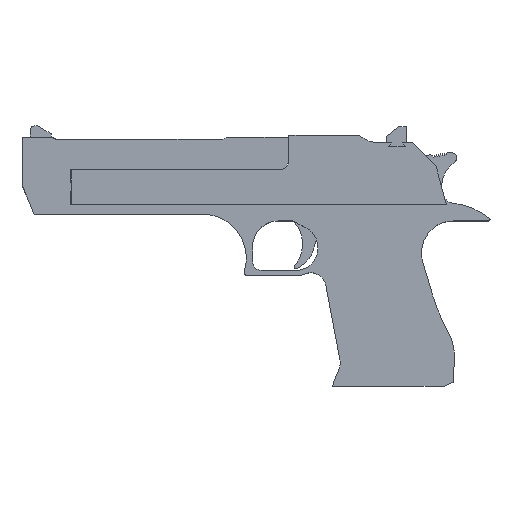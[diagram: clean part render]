
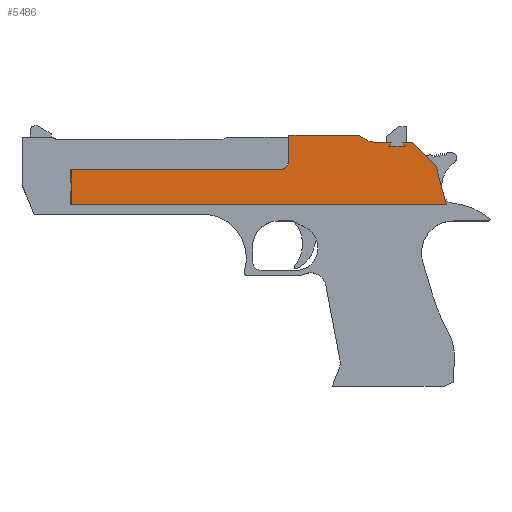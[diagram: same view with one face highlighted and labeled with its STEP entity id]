
A CAD part, top view. The second image highlights one B-rep face of the part: STEP entity #5486.
In plain terms, the highlighted face is planar.
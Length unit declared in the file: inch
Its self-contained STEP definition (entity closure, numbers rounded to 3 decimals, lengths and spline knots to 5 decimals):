
#360=CIRCLE('',#6058,0.16619);
#362=CIRCLE('',#6063,0.05452);
#631=FACE_OUTER_BOUND('',#908,.T.);
#908=EDGE_LOOP('',(#4980,#4981,#4982,#4983,#4984,#4985,#4986,#4987,#4988,
#4989,#4990,#4991,#4992,#4993));
#1494=LINE('',#9110,#2121);
#1498=LINE('',#9117,#2125);
#1501=LINE('',#9123,#2128);
#1504=LINE('',#9129,#2131);
#1507=LINE('',#9135,#2134);
#1511=LINE('',#9147,#2138);
#1514=LINE('',#9153,#2141);
#1518=LINE('',#9165,#2145);
#1521=LINE('',#9171,#2148);
#1524=LINE('',#9177,#2151);
#1527=LINE('',#9183,#2154);
#1529=LINE('',#9186,#2156);
#2121=VECTOR('',#7493,0.3937);
#2125=VECTOR('',#7499,0.3937);
#2128=VECTOR('',#7504,0.3937);
#2131=VECTOR('',#7509,0.3937);
#2134=VECTOR('',#7514,0.3937);
#2138=VECTOR('',#7526,0.3937);
#2141=VECTOR('',#7531,0.3937);
#2145=VECTOR('',#7543,0.3937);
#2148=VECTOR('',#7548,0.3937);
#2151=VECTOR('',#7553,0.3937);
#2154=VECTOR('',#7558,0.3937);
#2156=VECTOR('',#7562,0.3937);
#2653=VERTEX_POINT('',#9107);
#2654=VERTEX_POINT('',#9109);
#2656=VERTEX_POINT('',#9115);
#2658=VERTEX_POINT('',#9121);
#2660=VERTEX_POINT('',#9127);
#2662=VERTEX_POINT('',#9133);
#2664=VERTEX_POINT('',#9139);
#2666=VERTEX_POINT('',#9145);
#2668=VERTEX_POINT('',#9151);
#2670=VERTEX_POINT('',#9157);
#2672=VERTEX_POINT('',#9163);
#2674=VERTEX_POINT('',#9169);
#2676=VERTEX_POINT('',#9175);
#2678=VERTEX_POINT('',#9181);
#3412=EDGE_CURVE('',#2654,#2653,#1494,.T.);
#3416=EDGE_CURVE('',#2653,#2656,#1498,.T.);
#3419=EDGE_CURVE('',#2656,#2658,#1501,.T.);
#3422=EDGE_CURVE('',#2658,#2660,#1504,.T.);
#3425=EDGE_CURVE('',#2660,#2662,#1507,.T.);
#3428=EDGE_CURVE('',#2662,#2664,#360,.T.);
#3431=EDGE_CURVE('',#2664,#2666,#1511,.T.);
#3434=EDGE_CURVE('',#2666,#2668,#1514,.T.);
#3437=EDGE_CURVE('',#2668,#2670,#362,.T.);
#3440=EDGE_CURVE('',#2670,#2672,#1518,.T.);
#3443=EDGE_CURVE('',#2672,#2674,#1521,.T.);
#3446=EDGE_CURVE('',#2674,#2676,#1524,.T.);
#3449=EDGE_CURVE('',#2676,#2678,#1527,.T.);
#3451=EDGE_CURVE('',#2678,#2654,#1529,.T.);
#4980=ORIENTED_EDGE('',*,*,#3451,.T.);
#4981=ORIENTED_EDGE('',*,*,#3412,.T.);
#4982=ORIENTED_EDGE('',*,*,#3416,.T.);
#4983=ORIENTED_EDGE('',*,*,#3419,.T.);
#4984=ORIENTED_EDGE('',*,*,#3422,.T.);
#4985=ORIENTED_EDGE('',*,*,#3425,.T.);
#4986=ORIENTED_EDGE('',*,*,#3428,.T.);
#4987=ORIENTED_EDGE('',*,*,#3431,.T.);
#4988=ORIENTED_EDGE('',*,*,#3434,.T.);
#4989=ORIENTED_EDGE('',*,*,#3437,.T.);
#4990=ORIENTED_EDGE('',*,*,#3440,.T.);
#4991=ORIENTED_EDGE('',*,*,#3443,.T.);
#4992=ORIENTED_EDGE('',*,*,#3446,.T.);
#4993=ORIENTED_EDGE('',*,*,#3449,.T.);
#5211=PLANE('',#6070);
#5486=ADVANCED_FACE('',(#631),#5211,.F.);
#6058=AXIS2_PLACEMENT_3D('',#9141,#7520,#7521);
#6063=AXIS2_PLACEMENT_3D('',#9159,#7537,#7538);
#6070=AXIS2_PLACEMENT_3D('',#9188,#7565,#7566);
#7493=DIRECTION('',(1.,0.,0.));
#7499=DIRECTION('',(-0.538,-0.843,0.));
#7504=DIRECTION('',(1.,0.,0.));
#7509=DIRECTION('',(-0.527,0.85,0.));
#7514=DIRECTION('',(1.,0.,0.));
#7520=DIRECTION('center_axis',(0.,0.,1.));
#7521=DIRECTION('ref_axis',(0.,-1.,0.));
#7526=DIRECTION('',(1.,0.,0.));
#7531=DIRECTION('',(0.,-1.,0.));
#7537=DIRECTION('center_axis',(0.,0.,1.));
#7538=DIRECTION('ref_axis',(-1.,0.,0.));
#7543=DIRECTION('',(1.,0.,0.));
#7548=DIRECTION('',(0.,-1.,0.));
#7553=DIRECTION('',(-1.,0.,0.));
#7558=DIRECTION('',(0.258,0.966,0.));
#7562=DIRECTION('',(0.705,0.709,0.));
#7565=DIRECTION('center_axis',(0.,0.,1.));
#7566=DIRECTION('ref_axis',(1.,0.,0.));
#9107=CARTESIAN_POINT('',(-0.91927,0.41866,0.));
#9109=CARTESIAN_POINT('',(-0.97949,0.41866,0.));
#9110=CARTESIAN_POINT('',(-0.97949,0.41866,0.));
#9115=CARTESIAN_POINT('',(-0.93394,0.39564,0.));
#9117=CARTESIAN_POINT('',(-0.91927,0.41866,0.));
#9121=CARTESIAN_POINT('',(-0.83709,0.39564,0.));
#9123=CARTESIAN_POINT('',(-0.93394,0.39564,0.));
#9127=CARTESIAN_POINT('',(-0.85138,0.41866,0.));
#9129=CARTESIAN_POINT('',(-0.83709,0.39564,0.));
#9133=CARTESIAN_POINT('',(-0.7781,0.41866,0.));
#9135=CARTESIAN_POINT('',(-0.85138,0.41866,0.));
#9139=CARTESIAN_POINT('',(-0.66543,0.46268,0.));
#9141=CARTESIAN_POINT('Origin',(-0.7781,0.58485,0.));
#9145=CARTESIAN_POINT('',(-0.25124,0.46268,0.));
#9147=CARTESIAN_POINT('',(-0.66543,0.46268,0.));
#9151=CARTESIAN_POINT('',(-0.25124,0.3148,0.));
#9153=CARTESIAN_POINT('',(-0.25124,0.46268,0.));
#9157=CARTESIAN_POINT('',(-0.19672,0.26028,0.));
#9159=CARTESIAN_POINT('Origin',(-0.19672,0.3148,0.));
#9163=CARTESIAN_POINT('',(1.02726,0.26028,0.));
#9165=CARTESIAN_POINT('',(-0.19672,0.26028,0.));
#9169=CARTESIAN_POINT('',(1.02726,0.05492,0.));
#9171=CARTESIAN_POINT('',(1.02726,0.26028,0.));
#9175=CARTESIAN_POINT('',(-1.17515,0.05492,0.));
#9177=CARTESIAN_POINT('',(1.02726,0.05492,0.));
#9181=CARTESIAN_POINT('',(-1.11426,0.28305,0.));
#9183=CARTESIAN_POINT('',(-1.17515,0.05492,0.));
#9186=CARTESIAN_POINT('',(-1.11426,0.28305,0.));
#9188=CARTESIAN_POINT('Origin',(-0.09787,0.19983,0.));
